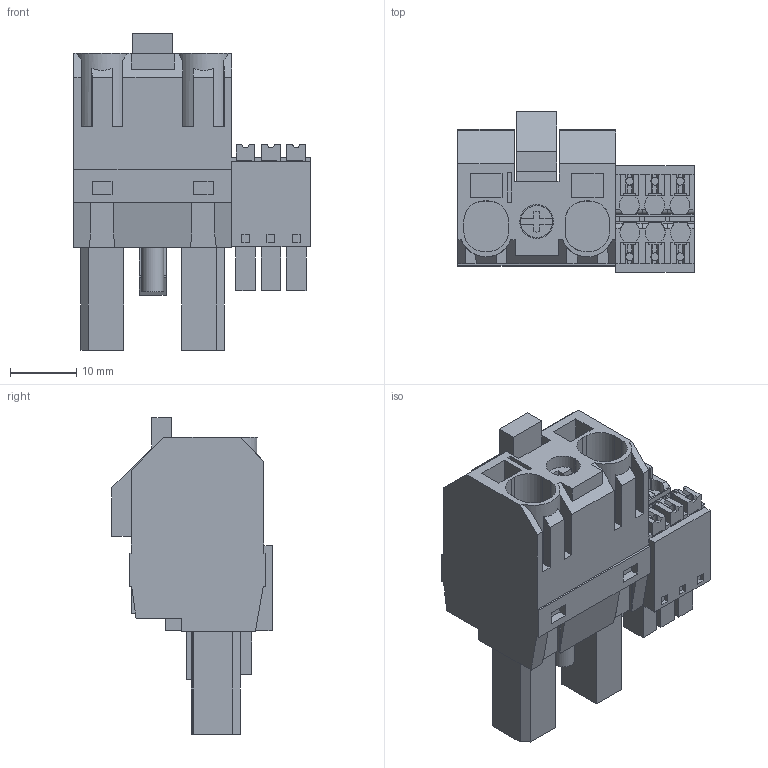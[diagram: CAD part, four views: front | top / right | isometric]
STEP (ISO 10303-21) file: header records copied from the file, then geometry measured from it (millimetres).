
FILE_DESCRIPTION(('CATIA V5 STEP Exchange','CAx-IF Rec.Pracs.--- Model Styling and Organization---1.4--- 2014-01-23'),'2;1');
FILE_NAME ('D1448314_1_1082080000_1082080000.stp','2023-09-07T12:49:54+00:00',('none'),('Weidmueller'),'CATIA Version 5-6 Release 2016 SP3 HF44','CATIA V5 STEP AP214','none');
FILE_SCHEMA(('AUTOMOTIVE_DESIGN { 1 0 10303 214 1 1 1 1 }'));
Length unit declared in the file: millimetre
Products named in the file (1): 1082080000
Bounding box: 35.6 x 24.13 x 47.7 mm (x, y, z)
Volume: 15789.5 mm3; surface area: 9678.2 mm2
Topology: 9 solids, 9 shells, 607 faces, 1671 edges, 1109 vertices
Faces by surface type: plane 533, cylinder 74
Entity records: 18223 total; most frequent: CARTESIAN_POINT 3580, ORIENTED_EDGE 3342, DIRECTION 2434, EDGE_CURVE 1671, VECTOR 1449, LINE 1449, VERTEX_POINT 1109, EDGE_LOOP 648
